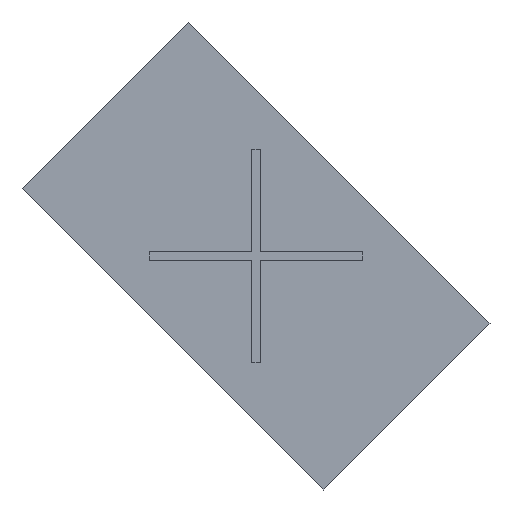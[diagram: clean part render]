
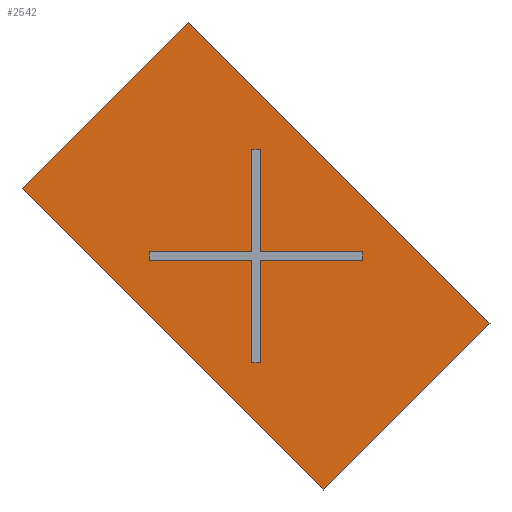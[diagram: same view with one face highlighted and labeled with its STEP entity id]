
A CAD part, front view. The second image highlights one B-rep face of the part: STEP entity #2542.
In plain terms, the highlighted planar face has unit normal (0, -1, 0).
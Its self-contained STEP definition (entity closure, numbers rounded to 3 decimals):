
#2427=DIRECTION('',(0.,0.,1.));
#2428=VECTOR('',#2427,2000.);
#2429=CARTESIAN_POINT('',(-550.,0.,-1000.));
#2430=LINE('',#2429,#2428);
#2434=DIRECTION('',(1.,0.,0.));
#2435=VECTOR('',#2434,1100.);
#2436=CARTESIAN_POINT('',(-550.,0.,1000.));
#2437=LINE('',#2436,#2435);
#2441=DIRECTION('',(0.,0.,-1.));
#2442=VECTOR('',#2441,2000.);
#2443=CARTESIAN_POINT('',(550.,0.,1000.));
#2444=LINE('',#2443,#2442);
#2448=DIRECTION('',(-1.,0.,0.));
#2449=VECTOR('',#2448,1100.);
#2450=CARTESIAN_POINT('',(550.,0.,-1000.));
#2451=LINE('',#2450,#2449);
#2511=CARTESIAN_POINT('',(-550.,0.,-1000.));
#2512=CARTESIAN_POINT('',(-550.,0.,1000.));
#2513=VERTEX_POINT('',#2511);
#2514=VERTEX_POINT('',#2512);
#2515=CARTESIAN_POINT('',(550.,0.,1000.));
#2516=VERTEX_POINT('',#2515);
#2517=CARTESIAN_POINT('',(550.,0.,-1000.));
#2518=VERTEX_POINT('',#2517);
#2527=CARTESIAN_POINT('',(0.,0.,0.));
#2528=DIRECTION('',(0.,1.,0.));
#2529=DIRECTION('',(1.,0.,0.));
#2530=AXIS2_PLACEMENT_3D('',#2527,#2528,#2529);
#2531=PLANE('',#2530);
#2533=ORIENTED_EDGE('',*,*,#2532,.T.);
#2535=ORIENTED_EDGE('',*,*,#2534,.T.);
#2537=ORIENTED_EDGE('',*,*,#2536,.T.);
#2539=ORIENTED_EDGE('',*,*,#2538,.T.);
#2540=EDGE_LOOP('',(#2533,#2535,#2537,#2539));
#2541=FACE_OUTER_BOUND('',#2540,.F.);
#2532=EDGE_CURVE('',#2513,#2514,#2430,.T.);
#2534=EDGE_CURVE('',#2514,#2516,#2437,.T.);
#2536=EDGE_CURVE('',#2516,#2518,#2444,.T.);
#2538=EDGE_CURVE('',#2518,#2513,#2451,.T.);
#2542=ADVANCED_FACE('',(#2541),#2531,.F.);
